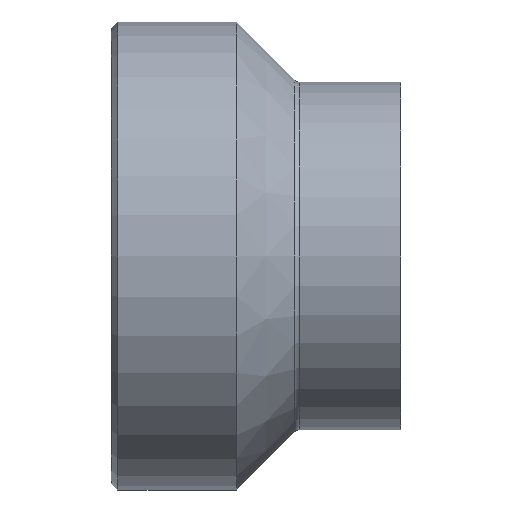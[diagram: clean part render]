
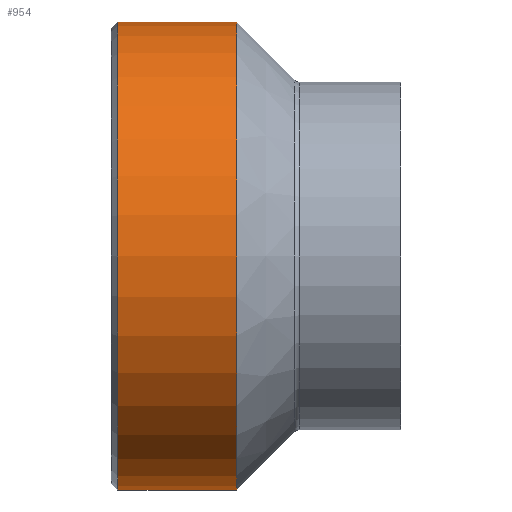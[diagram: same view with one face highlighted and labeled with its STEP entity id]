
A CAD part, left-side view. The second image highlights one B-rep face of the part: STEP entity #954.
In plain terms, the highlighted cylindrical face has radius 28 mm (diameter 56 mm), a partial arc.
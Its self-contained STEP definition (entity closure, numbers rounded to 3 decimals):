
#5 = CARTESIAN_POINT ( 'NONE',  ( 0., 0.5, -28. ) ) ;
#28 = EDGE_CURVE ( 'NONE', #260, #1039, #589, .T. ) ;
#150 = ORIENTED_EDGE ( 'NONE', *, *, #934, .T. ) ;
#152 = DIRECTION ( 'NONE',  ( 0., -1., 0. ) ) ;
#169 = CARTESIAN_POINT ( 'NONE',  ( 0., 0., 0. ) ) ;
#250 = DIRECTION ( 'NONE',  ( 0., -1., 0. ) ) ;
#260 = VERTEX_POINT ( 'NONE', #307 ) ;
#307 = CARTESIAN_POINT ( 'NONE',  ( 0., 14.7, 28. ) ) ;
#344 = CARTESIAN_POINT ( 'NONE',  ( 0., 0.5, 0. ) ) ;
#354 = CARTESIAN_POINT ( 'NONE',  ( 0., 0.5, 28. ) ) ;
#357 = DIRECTION ( 'NONE',  ( 0., -1., 0. ) ) ;
#366 = CIRCLE ( 'NONE', #683, 28. ) ;
#406 = LINE ( 'NONE', #738, #1070 ) ;
#427 = VERTEX_POINT ( 'NONE', #839 ) ;
#435 = DIRECTION ( 'NONE',  ( 0., -1., 0. ) ) ;
#487 = VECTOR ( 'NONE', #357, 1000. ) ;
#519 = CARTESIAN_POINT ( 'NONE',  ( 0., 0., 28. ) ) ;
#541 = CIRCLE ( 'NONE', #628, 28. ) ;
#589 = LINE ( 'NONE', #519, #487 ) ;
#611 = EDGE_CURVE ( 'NONE', #427, #1102, #406, .T. ) ;
#628 = AXIS2_PLACEMENT_3D ( 'NONE', #949, #152, #1025 ) ;
#683 = AXIS2_PLACEMENT_3D ( 'NONE', #344, #250, #1098 ) ;
#686 = ORIENTED_EDGE ( 'NONE', *, *, #28, .F. ) ;
#738 = CARTESIAN_POINT ( 'NONE',  ( 0., 0., -28. ) ) ;
#769 = DIRECTION ( 'NONE',  ( 0., 0., -1. ) ) ;
#783 = EDGE_CURVE ( 'NONE', #1039, #1102, #366, .T. ) ;
#839 = CARTESIAN_POINT ( 'NONE',  ( 0., 14.7, -28. ) ) ;
#858 = CYLINDRICAL_SURFACE ( 'NONE', #1033, 28. ) ;
#924 = FACE_OUTER_BOUND ( 'NONE', #964, .T. ) ;
#934 = EDGE_CURVE ( 'NONE', #260, #427, #541, .T. ) ;
#949 = CARTESIAN_POINT ( 'NONE',  ( 0., 14.7, 0. ) ) ;
#954 = ADVANCED_FACE ( 'NONE', ( #924 ), #858, .T. ) ;
#964 = EDGE_LOOP ( 'NONE', ( #686, #150, #966, #1064 ) ) ;
#966 = ORIENTED_EDGE ( 'NONE', *, *, #611, .T. ) ;
#1025 = DIRECTION ( 'NONE',  ( 0., 0., -1. ) ) ;
#1033 = AXIS2_PLACEMENT_3D ( 'NONE', #169, #435, #769 ) ;
#1039 = VERTEX_POINT ( 'NONE', #354 ) ;
#1064 = ORIENTED_EDGE ( 'NONE', *, *, #783, .F. ) ;
#1070 = VECTOR ( 'NONE', #1084, 1000. ) ;
#1084 = DIRECTION ( 'NONE',  ( 0., -1., 0. ) ) ;
#1098 = DIRECTION ( 'NONE',  ( 0., 0., -1. ) ) ;
#1102 = VERTEX_POINT ( 'NONE', #5 ) ;
